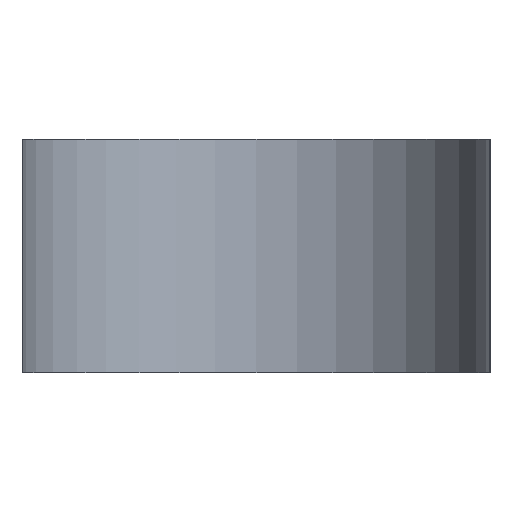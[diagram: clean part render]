
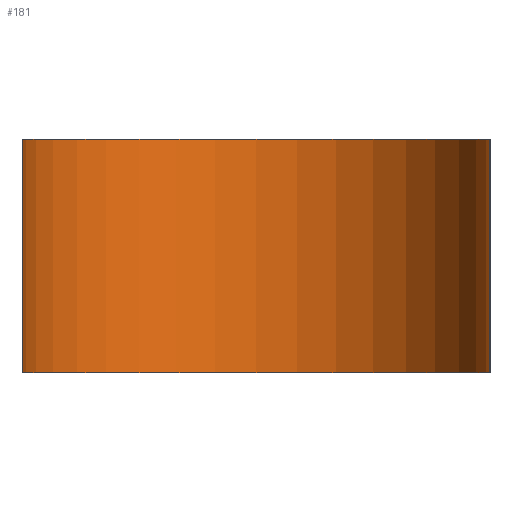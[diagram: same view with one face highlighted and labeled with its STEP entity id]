
A CAD part, left-side view. The second image highlights one B-rep face of the part: STEP entity #181.
In plain terms, the highlighted cylindrical face has radius 10 mm (diameter 20 mm), a partial arc.
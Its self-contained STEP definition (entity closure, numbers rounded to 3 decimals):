
#2 = EDGE_CURVE ( 'NONE', #167, #141, #28, .T. ) ;
#8 = CIRCLE ( 'NONE', #247, 10. ) ;
#19 = LINE ( 'NONE', #138, #100 ) ;
#28 = LINE ( 'NONE', #145, #36 ) ;
#33 = CIRCLE ( 'NONE', #252, 10. ) ;
#36 = VECTOR ( 'NONE', #175, 1000. ) ;
#42 = CYLINDRICAL_SURFACE ( 'NONE', #114, 10. ) ;
#47 = FACE_OUTER_BOUND ( 'NONE', #103, .T. ) ;
#72 = ORIENTED_EDGE ( 'NONE', *, *, #115, .T. ) ;
#73 = ORIENTED_EDGE ( 'NONE', *, *, #259, .T. ) ;
#74 = ORIENTED_EDGE ( 'NONE', *, *, #237, .F. ) ;
#75 = ORIENTED_EDGE ( 'NONE', *, *, #2, .F. ) ;
#100 = VECTOR ( 'NONE', #152, 1000. ) ;
#103 = EDGE_LOOP ( 'NONE', ( #73, #75, #74, #72 ) ) ;
#114 = AXIS2_PLACEMENT_3D ( 'NONE', #188, #209, #195 ) ;
#115 = EDGE_CURVE ( 'NONE', #121, #120, #19, .T. ) ;
#120 = VERTEX_POINT ( 'NONE', #139 ) ;
#121 = VERTEX_POINT ( 'NONE', #161 ) ;
#138 = CARTESIAN_POINT ( 'NONE',  ( 10., 0., 10. ) ) ;
#139 = CARTESIAN_POINT ( 'NONE',  ( 10., 0., 0. ) ) ;
#141 = VERTEX_POINT ( 'NONE', #158 ) ;
#145 = CARTESIAN_POINT ( 'NONE',  ( 10., -20., 10. ) ) ;
#152 = DIRECTION ( 'NONE',  ( 0., 0., -1. ) ) ;
#158 = CARTESIAN_POINT ( 'NONE',  ( 10., -20., 0. ) ) ;
#161 = CARTESIAN_POINT ( 'NONE',  ( 10., 0., 10. ) ) ;
#162 = CARTESIAN_POINT ( 'NONE',  ( 10., -20., 10. ) ) ;
#167 = VERTEX_POINT ( 'NONE', #162 ) ;
#175 = DIRECTION ( 'NONE',  ( 0., 0., -1. ) ) ;
#181 = ADVANCED_FACE ( 'NONE', ( #47 ), #42, .F. ) ;
#188 = CARTESIAN_POINT ( 'NONE',  ( 10., -10., 10. ) ) ;
#195 = DIRECTION ( 'NONE',  ( -1., 0., 0. ) ) ;
#199 = DIRECTION ( 'NONE',  ( 0., 0., -1. ) ) ;
#202 = DIRECTION ( 'NONE',  ( 1., 0., 0. ) ) ;
#209 = DIRECTION ( 'NONE',  ( 0., 0., -1. ) ) ;
#212 = CARTESIAN_POINT ( 'NONE',  ( 10., -10., 0. ) ) ;
#213 = DIRECTION ( 'NONE',  ( 0., 0., -1. ) ) ;
#215 = CARTESIAN_POINT ( 'NONE',  ( 10., -10., 10. ) ) ;
#229 = DIRECTION ( 'NONE',  ( 1., 0., 0. ) ) ;
#237 = EDGE_CURVE ( 'NONE', #121, #167, #8, .T. ) ;
#247 = AXIS2_PLACEMENT_3D ( 'NONE', #215, #213, #229 ) ;
#252 = AXIS2_PLACEMENT_3D ( 'NONE', #212, #199, #202 ) ;
#259 = EDGE_CURVE ( 'NONE', #120, #141, #33, .T. ) ;
